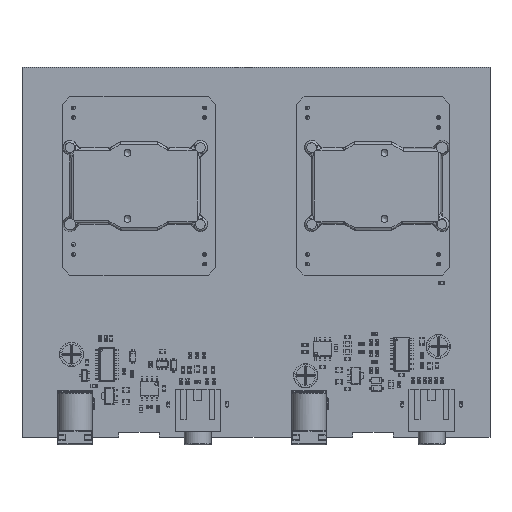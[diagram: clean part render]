
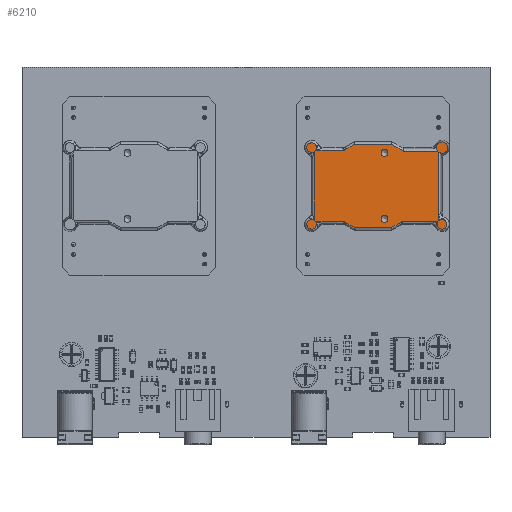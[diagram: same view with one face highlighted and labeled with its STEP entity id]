
A CAD part, top view. The second image highlights one B-rep face of the part: STEP entity #6210.
In plain terms, the highlighted face is planar.
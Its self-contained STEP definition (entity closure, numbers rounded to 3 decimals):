
#6080 = VERTEX_POINT('',#6081);
#6081 = CARTESIAN_POINT('',(-9.096,-16.841,-8.2));
#6100 = EDGE_CURVE('',#6101,#6080,#6103,.T.);
#6101 = VERTEX_POINT('',#6102);
#6102 = CARTESIAN_POINT('',(-8.841,-17.096,-8.2));
#6103 = CIRCLE('',#6104,1.47);
#6104 = AXIS2_PLACEMENT_3D('',#6105,#6106,#6107);
#6105 = CARTESIAN_POINT('',(-10.,-18.,-8.2));
#6106 = DIRECTION('',(0.,0.,-1.));
#6107 = DIRECTION('',(-1.,0.,0.));
#6210 = ADVANCED_FACE('',(#6211,#6222,#6233),#6357,.T.);
#6211 = FACE_BOUND('',#6212,.T.);
#6212 = EDGE_LOOP('',(#6213));
#6213 = ORIENTED_EDGE('',*,*,#6214,.T.);
#6214 = EDGE_CURVE('',#6215,#6215,#6217,.T.);
#6215 = VERTEX_POINT('',#6216);
#6216 = CARTESIAN_POINT('',(9.49,-3.,-8.2));
#6217 = CIRCLE('',#6218,0.89);
#6218 = AXIS2_PLACEMENT_3D('',#6219,#6220,#6221);
#6219 = CARTESIAN_POINT('',(8.6,-3.,-8.2));
#6220 = DIRECTION('',(0.,0.,1.));
#6221 = DIRECTION('',(1.,0.,0.));
#6222 = FACE_BOUND('',#6223,.T.);
#6223 = EDGE_LOOP('',(#6224));
#6224 = ORIENTED_EDGE('',*,*,#6225,.T.);
#6225 = EDGE_CURVE('',#6226,#6226,#6228,.T.);
#6226 = VERTEX_POINT('',#6227);
#6227 = CARTESIAN_POINT('',(-7.71,-3.,-8.2));
#6228 = CIRCLE('',#6229,0.89);
#6229 = AXIS2_PLACEMENT_3D('',#6230,#6231,#6232);
#6230 = CARTESIAN_POINT('',(-8.6,-3.,-8.2));
#6231 = DIRECTION('',(0.,0.,1.));
#6232 = DIRECTION('',(1.,0.,0.));
#6233 = FACE_BOUND('',#6234,.T.);
#6234 = EDGE_LOOP('',(#6235,#6243,#6244,#6252,#6260,#6268,#6276,#6284,
    #6293,#6301,#6310,#6318,#6326,#6334,#6342,#6350));
#6235 = ORIENTED_EDGE('',*,*,#6236,.T.);
#6236 = EDGE_CURVE('',#6237,#6101,#6239,.T.);
#6237 = VERTEX_POINT('',#6238);
#6238 = CARTESIAN_POINT('',(9.115,-17.096,-8.2));
#6239 = LINE('',#6240,#6241);
#6240 = CARTESIAN_POINT('',(-8.594,-17.096,-8.2));
#6241 = VECTOR('',#6242,1.);
#6242 = DIRECTION('',(-1.,0.,0.));
#6243 = ORIENTED_EDGE('',*,*,#6100,.T.);
#6244 = ORIENTED_EDGE('',*,*,#6245,.T.);
#6245 = EDGE_CURVE('',#6080,#6246,#6248,.T.);
#6246 = VERTEX_POINT('',#6247);
#6247 = CARTESIAN_POINT('',(-9.096,-7.895,-8.2));
#6248 = LINE('',#6249,#6250);
#6249 = CARTESIAN_POINT('',(-9.096,-8.056,-8.2));
#6250 = VECTOR('',#6251,1.);
#6251 = DIRECTION('',(0.,1.,0.));
#6252 = ORIENTED_EDGE('',*,*,#6253,.T.);
#6253 = EDGE_CURVE('',#6246,#6254,#6256,.T.);
#6254 = VERTEX_POINT('',#6255);
#6255 = CARTESIAN_POINT('',(-10.866,-4.83,-8.2));
#6256 = LINE('',#6257,#6258);
#6257 = CARTESIAN_POINT('',(-10.931,-4.716,-8.2));
#6258 = VECTOR('',#6259,1.);
#6259 = DIRECTION('',(-0.5,0.866,0.));
#6260 = ORIENTED_EDGE('',*,*,#6261,.T.);
#6261 = EDGE_CURVE('',#6254,#6262,#6264,.T.);
#6262 = VERTEX_POINT('',#6263);
#6263 = CARTESIAN_POINT('',(-10.866,4.83,-8.2));
#6264 = LINE('',#6265,#6266);
#6265 = CARTESIAN_POINT('',(-10.866,4.962,-8.2));
#6266 = VECTOR('',#6267,1.);
#6267 = DIRECTION('',(0.,1.,0.));
#6268 = ORIENTED_EDGE('',*,*,#6269,.T.);
#6269 = EDGE_CURVE('',#6262,#6270,#6272,.T.);
#6270 = VERTEX_POINT('',#6271);
#6271 = CARTESIAN_POINT('',(-9.366,7.428,-8.2));
#6272 = LINE('',#6273,#6274);
#6273 = CARTESIAN_POINT('',(-9.431,7.314,-8.2));
#6274 = VECTOR('',#6275,1.);
#6275 = DIRECTION('',(0.5,0.866,0.));
#6276 = ORIENTED_EDGE('',*,*,#6277,.T.);
#6277 = EDGE_CURVE('',#6270,#6278,#6280,.T.);
#6278 = VERTEX_POINT('',#6279);
#6279 = CARTESIAN_POINT('',(-9.366,14.905,-8.2));
#6280 = LINE('',#6281,#6282);
#6281 = CARTESIAN_POINT('',(-9.366,14.249,-8.2));
#6282 = VECTOR('',#6283,1.);
#6283 = DIRECTION('',(0.,1.,0.));
#6284 = ORIENTED_EDGE('',*,*,#6285,.T.);
#6285 = EDGE_CURVE('',#6278,#6286,#6288,.T.);
#6286 = VERTEX_POINT('',#6287);
#6287 = CARTESIAN_POINT('',(-8.905,15.366,-8.2));
#6288 = CIRCLE('',#6289,1.266);
#6289 = AXIS2_PLACEMENT_3D('',#6290,#6291,#6292);
#6290 = CARTESIAN_POINT('',(-10.,16.,-8.2));
#6291 = DIRECTION('',(0.,0.,-1.));
#6292 = DIRECTION('',(-1.,0.,0.));
#6293 = ORIENTED_EDGE('',*,*,#6294,.T.);
#6294 = EDGE_CURVE('',#6286,#6295,#6297,.T.);
#6295 = VERTEX_POINT('',#6296);
#6296 = CARTESIAN_POINT('',(8.905,15.366,-8.2));
#6297 = LINE('',#6298,#6299);
#6298 = CARTESIAN_POINT('',(8.249,15.366,-8.2));
#6299 = VECTOR('',#6300,1.);
#6300 = DIRECTION('',(1.,0.,0.));
#6301 = ORIENTED_EDGE('',*,*,#6302,.T.);
#6302 = EDGE_CURVE('',#6295,#6303,#6305,.T.);
#6303 = VERTEX_POINT('',#6304);
#6304 = CARTESIAN_POINT('',(9.366,14.905,-8.2));
#6305 = CIRCLE('',#6306,1.266);
#6306 = AXIS2_PLACEMENT_3D('',#6307,#6308,#6309);
#6307 = CARTESIAN_POINT('',(10.,16.,-8.2));
#6308 = DIRECTION('',(0.,0.,-1.));
#6309 = DIRECTION('',(-1.,0.,0.));
#6310 = ORIENTED_EDGE('',*,*,#6311,.T.);
#6311 = EDGE_CURVE('',#6303,#6312,#6314,.T.);
#6312 = VERTEX_POINT('',#6313);
#6313 = CARTESIAN_POINT('',(9.366,7.428,-8.2));
#6314 = LINE('',#6315,#6316);
#6315 = CARTESIAN_POINT('',(9.366,7.56,-8.2));
#6316 = VECTOR('',#6317,1.);
#6317 = DIRECTION('',(0.,-1.,0.));
#6318 = ORIENTED_EDGE('',*,*,#6319,.T.);
#6319 = EDGE_CURVE('',#6312,#6320,#6322,.T.);
#6320 = VERTEX_POINT('',#6321);
#6321 = CARTESIAN_POINT('',(10.866,4.83,-8.2));
#6322 = LINE('',#6323,#6324);
#6323 = CARTESIAN_POINT('',(10.931,4.716,-8.2));
#6324 = VECTOR('',#6325,1.);
#6325 = DIRECTION('',(0.5,-0.866,0.));
#6326 = ORIENTED_EDGE('',*,*,#6327,.T.);
#6327 = EDGE_CURVE('',#6320,#6328,#6330,.T.);
#6328 = VERTEX_POINT('',#6329);
#6329 = CARTESIAN_POINT('',(10.866,-4.83,-8.2));
#6330 = LINE('',#6331,#6332);
#6331 = CARTESIAN_POINT('',(10.866,-4.962,-8.2));
#6332 = VECTOR('',#6333,1.);
#6333 = DIRECTION('',(0.,-1.,0.));
#6334 = ORIENTED_EDGE('',*,*,#6335,.T.);
#6335 = EDGE_CURVE('',#6328,#6336,#6338,.T.);
#6336 = VERTEX_POINT('',#6337);
#6337 = CARTESIAN_POINT('',(9.366,-7.428,-8.2));
#6338 = LINE('',#6339,#6340);
#6339 = CARTESIAN_POINT('',(9.431,-7.314,-8.2));
#6340 = VECTOR('',#6341,1.);
#6341 = DIRECTION('',(-0.5,-0.866,0.));
#6342 = ORIENTED_EDGE('',*,*,#6343,.T.);
#6343 = EDGE_CURVE('',#6336,#6344,#6346,.T.);
#6344 = VERTEX_POINT('',#6345);
#6345 = CARTESIAN_POINT('',(9.366,-16.905,-8.2));
#6346 = LINE('',#6347,#6348);
#6347 = CARTESIAN_POINT('',(9.366,-16.249,-8.2));
#6348 = VECTOR('',#6349,1.);
#6349 = DIRECTION('',(0.,-1.,0.));
#6350 = ORIENTED_EDGE('',*,*,#6351,.T.);
#6351 = EDGE_CURVE('',#6344,#6237,#6352,.T.);
#6352 = CIRCLE('',#6353,1.266);
#6353 = AXIS2_PLACEMENT_3D('',#6354,#6355,#6356);
#6354 = CARTESIAN_POINT('',(10.,-18.,-8.2));
#6355 = DIRECTION('',(0.,0.,-1.));
#6356 = DIRECTION('',(-1.,0.,0.));
#6357 = PLANE('',#6358);
#6358 = AXIS2_PLACEMENT_3D('',#6359,#6360,#6361);
#6359 = CARTESIAN_POINT('',(-10.,16.,-8.2));
#6360 = DIRECTION('',(0.,0.,-1.));
#6361 = DIRECTION('',(-1.,0.,0.));
